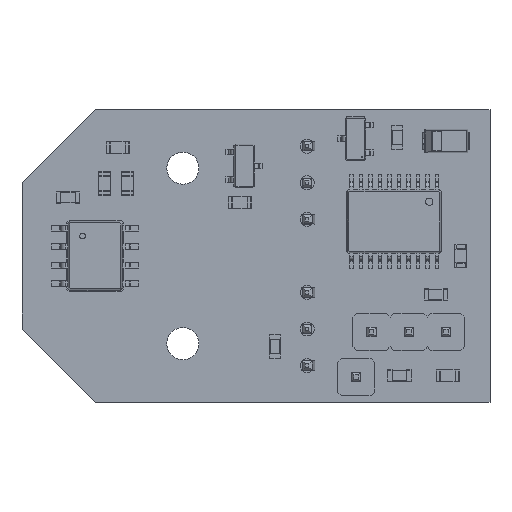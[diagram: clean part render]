
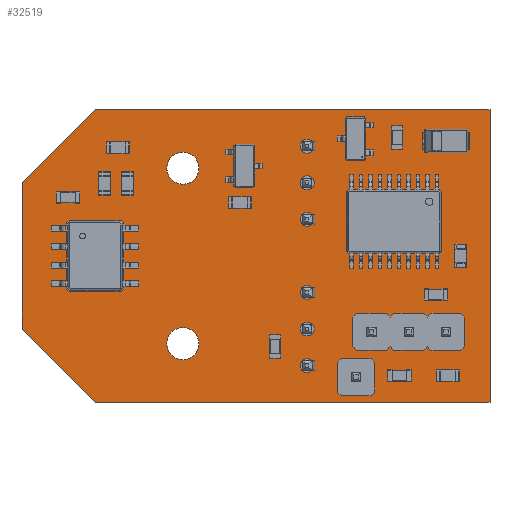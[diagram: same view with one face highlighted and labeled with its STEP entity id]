
A CAD part, top view. The second image highlights one B-rep face of the part: STEP entity #32519.
In plain terms, the highlighted planar face has unit normal (0, 0, 1).
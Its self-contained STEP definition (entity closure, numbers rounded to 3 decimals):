
#32259 = VERTEX_POINT('',#32260);
#32260 = CARTESIAN_POINT('',(132.,-120.,1.6));
#32266 = EDGE_CURVE('',#32259,#32267,#32269,.T.);
#32267 = VERTEX_POINT('',#32268);
#32268 = CARTESIAN_POINT('',(105.,-120.,1.6));
#32269 = LINE('',#32270,#32271);
#32270 = CARTESIAN_POINT('',(132.,-120.,1.6));
#32271 = VECTOR('',#32272,1.);
#32272 = DIRECTION('',(-1.,0.,0.));
#32299 = VERTEX_POINT('',#32300);
#32300 = CARTESIAN_POINT('',(132.,-100.,1.6));
#32306 = EDGE_CURVE('',#32299,#32259,#32307,.T.);
#32307 = LINE('',#32308,#32309);
#32308 = CARTESIAN_POINT('',(132.,-100.,1.6));
#32309 = VECTOR('',#32310,1.);
#32310 = DIRECTION('',(0.,-1.,0.));
#32328 = EDGE_CURVE('',#32267,#32329,#32331,.T.);
#32329 = VERTEX_POINT('',#32330);
#32330 = CARTESIAN_POINT('',(100.,-115.,1.6));
#32331 = LINE('',#32332,#32333);
#32332 = CARTESIAN_POINT('',(105.,-120.,1.6));
#32333 = VECTOR('',#32334,1.);
#32334 = DIRECTION('',(-0.707,0.707,0.));
#32519 = ADVANCED_FACE('',(#32520,#32547,#32558,#32569,#32580,#32591,
    #32602,#32613,#32624,#32635,#32646,#32657,#32668),#32679,.T.);
#32520 = FACE_BOUND('',#32521,.T.);
#32521 = EDGE_LOOP('',(#32522,#32523,#32524,#32532,#32540,#32546));
#32522 = ORIENTED_EDGE('',*,*,#32266,.F.);
#32523 = ORIENTED_EDGE('',*,*,#32306,.F.);
#32524 = ORIENTED_EDGE('',*,*,#32525,.F.);
#32525 = EDGE_CURVE('',#32526,#32299,#32528,.T.);
#32526 = VERTEX_POINT('',#32527);
#32527 = CARTESIAN_POINT('',(105.,-100.,1.6));
#32528 = LINE('',#32529,#32530);
#32529 = CARTESIAN_POINT('',(105.,-100.,1.6));
#32530 = VECTOR('',#32531,1.);
#32531 = DIRECTION('',(1.,0.,0.));
#32532 = ORIENTED_EDGE('',*,*,#32533,.F.);
#32533 = EDGE_CURVE('',#32534,#32526,#32536,.T.);
#32534 = VERTEX_POINT('',#32535);
#32535 = CARTESIAN_POINT('',(100.,-105.,1.6));
#32536 = LINE('',#32537,#32538);
#32537 = CARTESIAN_POINT('',(100.,-105.,1.6));
#32538 = VECTOR('',#32539,1.);
#32539 = DIRECTION('',(0.707,0.707,0.));
#32540 = ORIENTED_EDGE('',*,*,#32541,.F.);
#32541 = EDGE_CURVE('',#32329,#32534,#32542,.T.);
#32542 = LINE('',#32543,#32544);
#32543 = CARTESIAN_POINT('',(100.,-115.,1.6));
#32544 = VECTOR('',#32545,1.);
#32545 = DIRECTION('',(0.,1.,0.));
#32546 = ORIENTED_EDGE('',*,*,#32328,.F.);
#32547 = FACE_BOUND('',#32548,.T.);
#32548 = EDGE_LOOP('',(#32549));
#32549 = ORIENTED_EDGE('',*,*,#32550,.T.);
#32550 = EDGE_CURVE('',#32551,#32551,#32553,.T.);
#32551 = VERTEX_POINT('',#32552);
#32552 = CARTESIAN_POINT('',(111.,-117.1,1.6));
#32553 = CIRCLE('',#32554,1.1);
#32554 = AXIS2_PLACEMENT_3D('',#32555,#32556,#32557);
#32555 = CARTESIAN_POINT('',(111.,-116.,1.6));
#32556 = DIRECTION('',(-0.,0.,-1.));
#32557 = DIRECTION('',(-0.,-1.,0.));
#32558 = FACE_BOUND('',#32559,.T.);
#32559 = EDGE_LOOP('',(#32560));
#32560 = ORIENTED_EDGE('',*,*,#32561,.T.);
#32561 = EDGE_CURVE('',#32562,#32562,#32564,.T.);
#32562 = VERTEX_POINT('',#32563);
#32563 = CARTESIAN_POINT('',(119.5,-117.975,1.6));
#32564 = CIRCLE('',#32565,0.475);
#32565 = AXIS2_PLACEMENT_3D('',#32566,#32567,#32568);
#32566 = CARTESIAN_POINT('',(119.5,-117.5,1.6));
#32567 = DIRECTION('',(-0.,0.,-1.));
#32568 = DIRECTION('',(-0.,-1.,0.));
#32569 = FACE_BOUND('',#32570,.T.);
#32570 = EDGE_LOOP('',(#32571));
#32571 = ORIENTED_EDGE('',*,*,#32572,.T.);
#32572 = EDGE_CURVE('',#32573,#32573,#32575,.T.);
#32573 = VERTEX_POINT('',#32574);
#32574 = CARTESIAN_POINT('',(119.5,-115.475,1.6));
#32575 = CIRCLE('',#32576,0.475);
#32576 = AXIS2_PLACEMENT_3D('',#32577,#32578,#32579);
#32577 = CARTESIAN_POINT('',(119.5,-115.,1.6));
#32578 = DIRECTION('',(-0.,0.,-1.));
#32579 = DIRECTION('',(-0.,-1.,0.));
#32580 = FACE_BOUND('',#32581,.T.);
#32581 = EDGE_LOOP('',(#32582));
#32582 = ORIENTED_EDGE('',*,*,#32583,.T.);
#32583 = EDGE_CURVE('',#32584,#32584,#32586,.T.);
#32584 = VERTEX_POINT('',#32585);
#32585 = CARTESIAN_POINT('',(119.5,-112.975,1.6));
#32586 = CIRCLE('',#32587,0.475);
#32587 = AXIS2_PLACEMENT_3D('',#32588,#32589,#32590);
#32588 = CARTESIAN_POINT('',(119.5,-112.5,1.6));
#32589 = DIRECTION('',(-0.,0.,-1.));
#32590 = DIRECTION('',(-0.,-1.,0.));
#32591 = FACE_BOUND('',#32592,.T.);
#32592 = EDGE_LOOP('',(#32593));
#32593 = ORIENTED_EDGE('',*,*,#32594,.T.);
#32594 = EDGE_CURVE('',#32595,#32595,#32597,.T.);
#32595 = VERTEX_POINT('',#32596);
#32596 = CARTESIAN_POINT('',(122.85,-118.8,1.6));
#32597 = CIRCLE('',#32598,0.5);
#32598 = AXIS2_PLACEMENT_3D('',#32599,#32600,#32601);
#32599 = CARTESIAN_POINT('',(122.85,-118.3,1.6));
#32600 = DIRECTION('',(-0.,0.,-1.));
#32601 = DIRECTION('',(-0.,-1.,0.));
#32602 = FACE_BOUND('',#32603,.T.);
#32603 = EDGE_LOOP('',(#32604));
#32604 = ORIENTED_EDGE('',*,*,#32605,.T.);
#32605 = EDGE_CURVE('',#32606,#32606,#32608,.T.);
#32606 = VERTEX_POINT('',#32607);
#32607 = CARTESIAN_POINT('',(123.9,-115.7,1.6));
#32608 = CIRCLE('',#32609,0.5);
#32609 = AXIS2_PLACEMENT_3D('',#32610,#32611,#32612);
#32610 = CARTESIAN_POINT('',(123.9,-115.2,1.6));
#32611 = DIRECTION('',(-0.,0.,-1.));
#32612 = DIRECTION('',(-0.,-1.,0.));
#32613 = FACE_BOUND('',#32614,.T.);
#32614 = EDGE_LOOP('',(#32615));
#32615 = ORIENTED_EDGE('',*,*,#32616,.T.);
#32616 = EDGE_CURVE('',#32617,#32617,#32619,.T.);
#32617 = VERTEX_POINT('',#32618);
#32618 = CARTESIAN_POINT('',(126.44,-115.7,1.6));
#32619 = CIRCLE('',#32620,0.5);
#32620 = AXIS2_PLACEMENT_3D('',#32621,#32622,#32623);
#32621 = CARTESIAN_POINT('',(126.44,-115.2,1.6));
#32622 = DIRECTION('',(-0.,0.,-1.));
#32623 = DIRECTION('',(-0.,-1.,0.));
#32624 = FACE_BOUND('',#32625,.T.);
#32625 = EDGE_LOOP('',(#32626));
#32626 = ORIENTED_EDGE('',*,*,#32627,.T.);
#32627 = EDGE_CURVE('',#32628,#32628,#32630,.T.);
#32628 = VERTEX_POINT('',#32629);
#32629 = CARTESIAN_POINT('',(128.98,-115.7,1.6));
#32630 = CIRCLE('',#32631,0.5);
#32631 = AXIS2_PLACEMENT_3D('',#32632,#32633,#32634);
#32632 = CARTESIAN_POINT('',(128.98,-115.2,1.6));
#32633 = DIRECTION('',(-0.,0.,-1.));
#32634 = DIRECTION('',(-0.,-1.,0.));
#32635 = FACE_BOUND('',#32636,.T.);
#32636 = EDGE_LOOP('',(#32637));
#32637 = ORIENTED_EDGE('',*,*,#32638,.T.);
#32638 = EDGE_CURVE('',#32639,#32639,#32641,.T.);
#32639 = VERTEX_POINT('',#32640);
#32640 = CARTESIAN_POINT('',(119.5,-107.975,1.6));
#32641 = CIRCLE('',#32642,0.475);
#32642 = AXIS2_PLACEMENT_3D('',#32643,#32644,#32645);
#32643 = CARTESIAN_POINT('',(119.5,-107.5,1.6));
#32644 = DIRECTION('',(-0.,0.,-1.));
#32645 = DIRECTION('',(-0.,-1.,0.));
#32646 = FACE_BOUND('',#32647,.T.);
#32647 = EDGE_LOOP('',(#32648));
#32648 = ORIENTED_EDGE('',*,*,#32649,.T.);
#32649 = EDGE_CURVE('',#32650,#32650,#32652,.T.);
#32650 = VERTEX_POINT('',#32651);
#32651 = CARTESIAN_POINT('',(111.,-105.1,1.6));
#32652 = CIRCLE('',#32653,1.1);
#32653 = AXIS2_PLACEMENT_3D('',#32654,#32655,#32656);
#32654 = CARTESIAN_POINT('',(111.,-104.,1.6));
#32655 = DIRECTION('',(-0.,0.,-1.));
#32656 = DIRECTION('',(-0.,-1.,0.));
#32657 = FACE_BOUND('',#32658,.T.);
#32658 = EDGE_LOOP('',(#32659));
#32659 = ORIENTED_EDGE('',*,*,#32660,.T.);
#32660 = EDGE_CURVE('',#32661,#32661,#32663,.T.);
#32661 = VERTEX_POINT('',#32662);
#32662 = CARTESIAN_POINT('',(119.5,-105.475,1.6));
#32663 = CIRCLE('',#32664,0.475);
#32664 = AXIS2_PLACEMENT_3D('',#32665,#32666,#32667);
#32665 = CARTESIAN_POINT('',(119.5,-105.,1.6));
#32666 = DIRECTION('',(-0.,0.,-1.));
#32667 = DIRECTION('',(-0.,-1.,0.));
#32668 = FACE_BOUND('',#32669,.T.);
#32669 = EDGE_LOOP('',(#32670));
#32670 = ORIENTED_EDGE('',*,*,#32671,.T.);
#32671 = EDGE_CURVE('',#32672,#32672,#32674,.T.);
#32672 = VERTEX_POINT('',#32673);
#32673 = CARTESIAN_POINT('',(119.5,-102.975,1.6));
#32674 = CIRCLE('',#32675,0.475);
#32675 = AXIS2_PLACEMENT_3D('',#32676,#32677,#32678);
#32676 = CARTESIAN_POINT('',(119.5,-102.5,1.6));
#32677 = DIRECTION('',(-0.,0.,-1.));
#32678 = DIRECTION('',(-0.,-1.,0.));
#32679 = PLANE('',#32680);
#32680 = AXIS2_PLACEMENT_3D('',#32681,#32682,#32683);
#32681 = CARTESIAN_POINT('',(0.,0.,1.6));
#32682 = DIRECTION('',(0.,0.,1.));
#32683 = DIRECTION('',(1.,0.,-0.));
